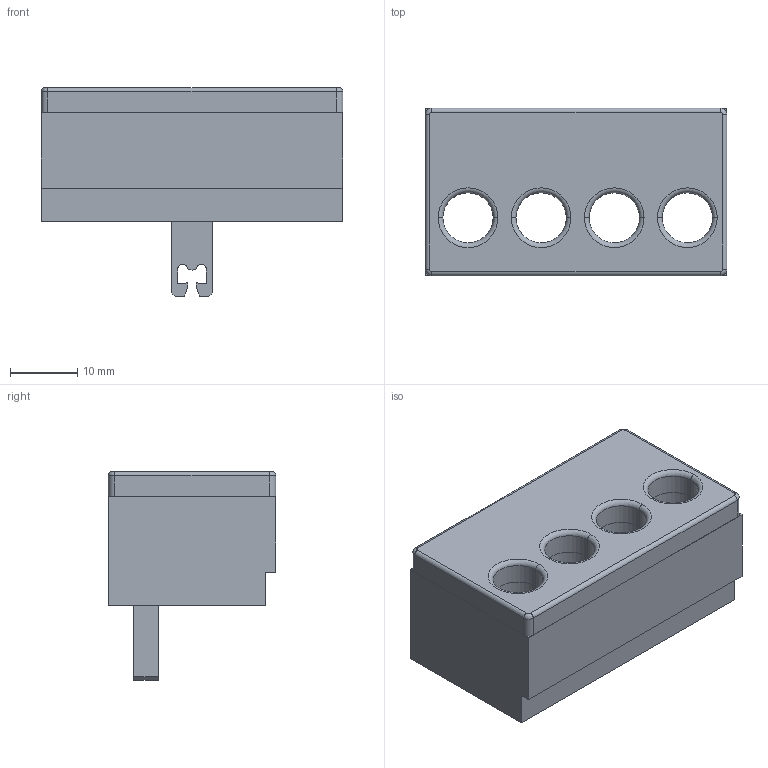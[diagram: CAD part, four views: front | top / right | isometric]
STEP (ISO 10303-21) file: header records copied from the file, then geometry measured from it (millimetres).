
FILE_DESCRIPTION(('STEP AP214'),'1');
FILE_NAME('cctmp_78560AF7-E1E4-47DF-9A04-C6ABD2BDCDB9_2023_07_18_13_06_01_0999..stp','2023-07-18T11:06:02',('SIEMENS A&D'),('CADClick - www.CADClick.com'),'Spatial InterOp 3D postprocessed',' ','unknown authorization');
FILE_SCHEMA(('AUTOMOTIVE_DESIGN'));
Length unit declared in the file: millimetre
Products named in the file (3): cc_unnamed; 2023_07_18_13_06_01_0983; 2023_07_18_13_06_01_0952
Assembly tree (2 placements, depth 2):
  cc_unnamed
    2023_07_18_13_06_01_0983
    2023_07_18_13_06_01_0952
Bounding box: 45 x 25 x 31.1 mm (x, y, z)
Volume: 18799 mm3; surface area: 8633.4 mm2
Topology: 2 solids, 2 shells, 70 faces, 179 edges, 114 vertices
Faces by surface type: plane 32, cylinder 26, torus 12
Entity records: 3626 total; most frequent: DIRECTION 397, CARTESIAN_POINT 366, STYLED_ITEM 365, PRESENTATION_STYLE_ASSIGNMENT 365, ORIENTED_EDGE 358, EDGE_CURVE 179, CURVE_STYLE 179, DRAUGHTING_PRE_DEFINED_CURVE_FONT 179
